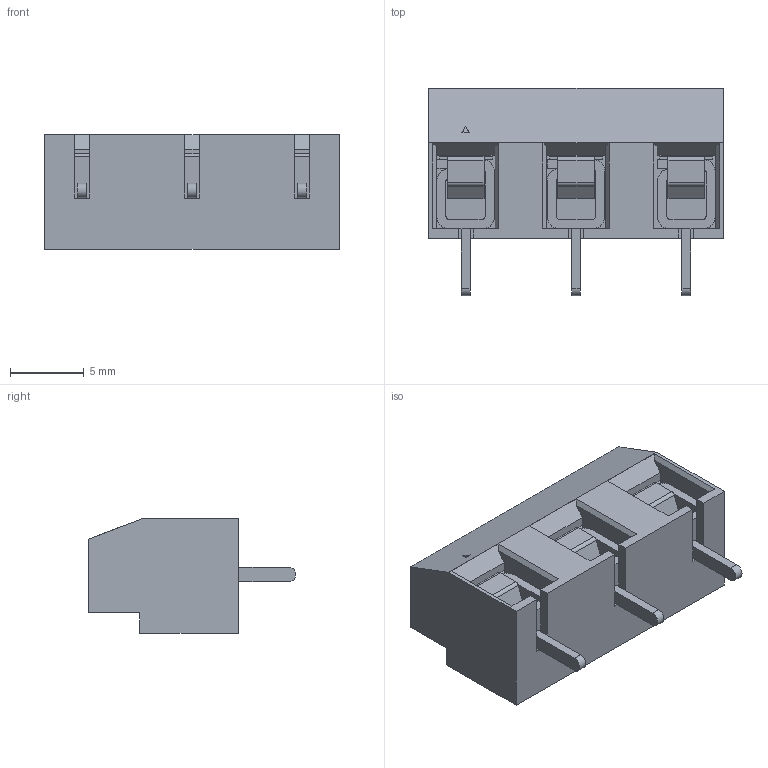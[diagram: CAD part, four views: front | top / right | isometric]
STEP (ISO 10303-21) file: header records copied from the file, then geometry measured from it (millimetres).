
FILE_DESCRIPTION (( 'STEP AP214' ), '1' );
FILE_NAME ('DG126-7.5-03P-12-00AH.STEP', '2021-01-19T16:11:09', ( '' ), ( '' ), 'SwSTEP 2.0', 'SolidWorks 2020', '' );
FILE_SCHEMA (( 'AUTOMOTIVE_DESIGN' ));
Length unit declared in the file: millimetre
Products named in the file (1): DG126-7.5-03P-12-00AH
Bounding box: 20 x 14.1 x 7.8 mm (x, y, z)
Volume: 1207.3 mm3; surface area: 1731.8 mm2
Topology: 1 solids, 1 shells, 543 faces, 1482 edges, 969 vertices
Faces by surface type: plane 318, bspline 129, cylinder 69, torus 21, cone 6
Entity records: 28896 total; most frequent: CARTESIAN_POINT 10772, ORIENTED_EDGE 2964, DIRECTION 2189, EDGE_CURVE 1482, LINE 993, VECTOR 993, VERTEX_POINT 969, AXIS2_PLACEMENT_3D 598
